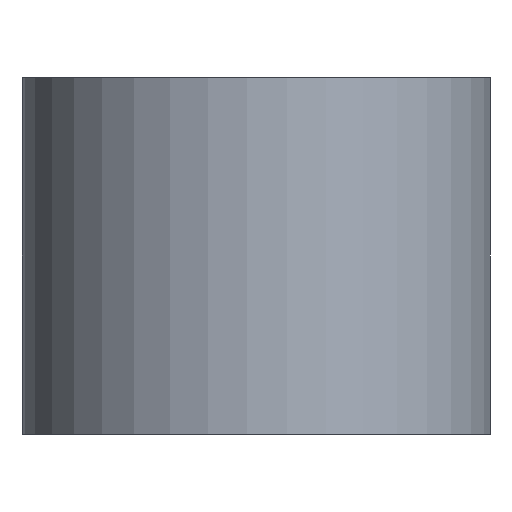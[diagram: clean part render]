
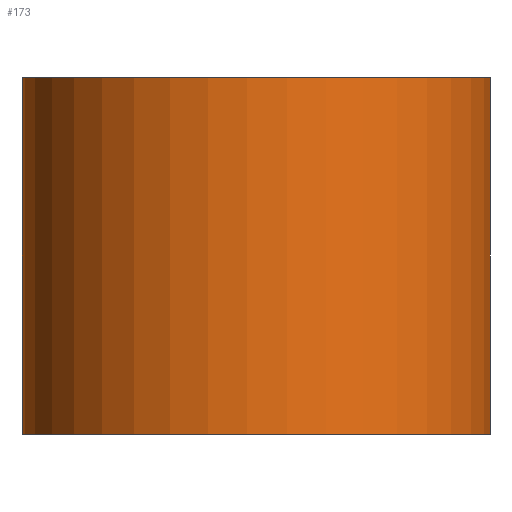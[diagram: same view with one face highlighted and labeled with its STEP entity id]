
A CAD part, front view. The second image highlights one B-rep face of the part: STEP entity #173.
In plain terms, the highlighted cylindrical face has radius 1.25 mm (diameter 2.5 mm), a partial arc.
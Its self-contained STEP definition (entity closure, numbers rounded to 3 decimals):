
#10 = CIRCLE ( 'NONE', #84, 1.25 ) ;
#14 = EDGE_CURVE ( 'NONE', #272, #259, #157, .T. ) ;
#22 = CARTESIAN_POINT ( 'NONE',  ( 0., 0., -0.95 ) ) ;
#23 = LINE ( 'NONE', #121, #110 ) ;
#30 = EDGE_LOOP ( 'NONE', ( #227, #297, #253, #58 ) ) ;
#36 = DIRECTION ( 'NONE',  ( 1., 0., 0. ) ) ;
#45 = CARTESIAN_POINT ( 'NONE',  ( 0.35, 1.2, 0.95 ) ) ;
#55 = VECTOR ( 'NONE', #212, 1000. ) ;
#58 = ORIENTED_EDGE ( 'NONE', *, *, #276, .T. ) ;
#70 = DIRECTION ( 'NONE',  ( 0., 0., 1. ) ) ;
#71 = CARTESIAN_POINT ( 'NONE',  ( 0.35, 1.2, -0.95 ) ) ;
#80 = CIRCLE ( 'NONE', #265, 1.25 ) ;
#82 = CARTESIAN_POINT ( 'NONE',  ( 0.35, 1.2, 0.95 ) ) ;
#84 = AXIS2_PLACEMENT_3D ( 'NONE', #22, #70, #245 ) ;
#91 = CARTESIAN_POINT ( 'NONE',  ( 0., 0., 0.95 ) ) ;
#93 = FACE_OUTER_BOUND ( 'NONE', #30, .T. ) ;
#110 = VECTOR ( 'NONE', #248, 1000. ) ;
#115 = EDGE_CURVE ( 'NONE', #204, #272, #80, .T. ) ;
#121 = CARTESIAN_POINT ( 'NONE',  ( -1.25, 0., 0.95 ) ) ;
#131 = VERTEX_POINT ( 'NONE', #213 ) ;
#157 = LINE ( 'NONE', #82, #55 ) ;
#164 = CARTESIAN_POINT ( 'NONE',  ( 0., 0., 0.95 ) ) ;
#173 = ADVANCED_FACE ( 'NONE', ( #93 ), #309, .T. ) ;
#191 = DIRECTION ( 'NONE',  ( -1., 0., 0. ) ) ;
#204 = VERTEX_POINT ( 'NONE', #216 ) ;
#212 = DIRECTION ( 'NONE',  ( 0., 0., -1. ) ) ;
#213 = CARTESIAN_POINT ( 'NONE',  ( -1.25, 0., -0.95 ) ) ;
#216 = CARTESIAN_POINT ( 'NONE',  ( -1.25, 0., 0.95 ) ) ;
#227 = ORIENTED_EDGE ( 'NONE', *, *, #242, .T. ) ;
#242 = EDGE_CURVE ( 'NONE', #131, #259, #10, .T. ) ;
#245 = DIRECTION ( 'NONE',  ( 1., 0., 0. ) ) ;
#248 = DIRECTION ( 'NONE',  ( 0., 0., -1. ) ) ;
#253 = ORIENTED_EDGE ( 'NONE', *, *, #115, .F. ) ;
#255 = AXIS2_PLACEMENT_3D ( 'NONE', #91, #267, #191 ) ;
#259 = VERTEX_POINT ( 'NONE', #71 ) ;
#260 = DIRECTION ( 'NONE',  ( 0., 0., 1. ) ) ;
#265 = AXIS2_PLACEMENT_3D ( 'NONE', #164, #260, #36 ) ;
#267 = DIRECTION ( 'NONE',  ( 0., 0., -1. ) ) ;
#272 = VERTEX_POINT ( 'NONE', #45 ) ;
#276 = EDGE_CURVE ( 'NONE', #204, #131, #23, .T. ) ;
#297 = ORIENTED_EDGE ( 'NONE', *, *, #14, .F. ) ;
#309 = CYLINDRICAL_SURFACE ( 'NONE', #255, 1.25 ) ;
